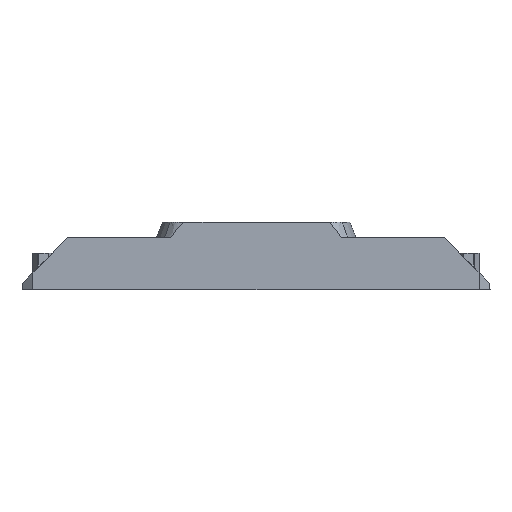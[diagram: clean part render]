
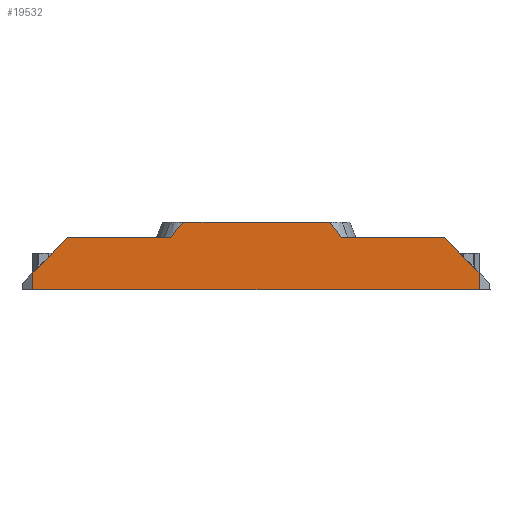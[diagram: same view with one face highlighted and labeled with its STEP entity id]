
A CAD part, front view. The second image highlights one B-rep face of the part: STEP entity #19532.
In plain terms, the highlighted planar face has unit normal (0, -1, 0).
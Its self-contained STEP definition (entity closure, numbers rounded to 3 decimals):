
#751=B_SPLINE_CURVE_WITH_KNOTS('',3,(#33474,#33475,#33476,#33477,#33478,
#33479,#33480,#33481,#33482,#33483),.UNSPECIFIED.,.F.,.F.,(4,3,3,4),(0.,
0.272,0.6,0.628),.UNSPECIFIED.);
#752=B_SPLINE_CURVE_WITH_KNOTS('',3,(#33487,#33488,#33489,#33490,#33491,
#33492,#33493,#33494,#33495,#33496),.UNSPECIFIED.,.F.,.F.,(4,3,3,4),(0.,
0.272,0.6,0.628),.UNSPECIFIED.);
#2181=FACE_OUTER_BOUND('',#3208,.T.);
#3208=EDGE_LOOP('',(#15149,#15150,#15151,#15152,#15153,#15154,#15155,#15156,
#15157,#15158));
#4115=LINE('',#26805,#5984);
#4695=LINE('',#31112,#6564);
#4715=LINE('',#31765,#6584);
#4748=LINE('',#32213,#6617);
#4800=LINE('',#32470,#6669);
#4813=LINE('',#33472,#6682);
#4814=LINE('',#33485,#6683);
#4815=LINE('',#33497,#6684);
#5984=VECTOR('',#22075,10.);
#6564=VECTOR('',#23559,10.);
#6584=VECTOR('',#23597,10.);
#6617=VECTOR('',#23674,10.);
#6669=VECTOR('',#23770,10.);
#6682=VECTOR('',#23793,10.);
#6683=VECTOR('',#23794,10.);
#6684=VECTOR('',#23795,10.);
#7853=VERTEX_POINT('',#26802);
#7854=VERTEX_POINT('',#26804);
#8488=VERTEX_POINT('',#31111);
#8503=VERTEX_POINT('',#31763);
#8532=VERTEX_POINT('',#32212);
#8602=VERTEX_POINT('',#32462);
#8603=VERTEX_POINT('',#32469);
#8785=VERTEX_POINT('',#33473);
#8786=VERTEX_POINT('',#33484);
#8787=VERTEX_POINT('',#33486);
#9961=EDGE_CURVE('',#7854,#7853,#4115,.F.);
#10906=EDGE_CURVE('',#7854,#8488,#4695,.T.);
#10937=EDGE_CURVE('',#7853,#8503,#4715,.T.);
#10984=EDGE_CURVE('',#8488,#8532,#4748,.T.);
#11058=EDGE_CURVE('',#8602,#8603,#4800,.T.);
#11241=EDGE_CURVE('',#8503,#8603,#4813,.T.);
#11242=EDGE_CURVE('',#8785,#8602,#751,.T.);
#11243=EDGE_CURVE('',#8785,#8786,#4814,.T.);
#11244=EDGE_CURVE('',#8786,#8787,#752,.T.);
#11245=EDGE_CURVE('',#8787,#8532,#4815,.T.);
#15149=ORIENTED_EDGE('',*,*,#11241,.T.);
#15150=ORIENTED_EDGE('',*,*,#11058,.F.);
#15151=ORIENTED_EDGE('',*,*,#11242,.F.);
#15152=ORIENTED_EDGE('',*,*,#11243,.T.);
#15153=ORIENTED_EDGE('',*,*,#11244,.T.);
#15154=ORIENTED_EDGE('',*,*,#11245,.T.);
#15155=ORIENTED_EDGE('',*,*,#10984,.F.);
#15156=ORIENTED_EDGE('',*,*,#10906,.F.);
#15157=ORIENTED_EDGE('',*,*,#9961,.T.);
#15158=ORIENTED_EDGE('',*,*,#10937,.T.);
#18824=PLANE('',#20815);
#19532=ADVANCED_FACE('',(#2181),#18824,.F.);
#20815=AXIS2_PLACEMENT_3D('',#33471,#23791,#23792);
#22075=DIRECTION('',(-1.,0.,0.));
#23559=DIRECTION('',(0.,0.,1.));
#23597=DIRECTION('',(0.,0.,1.));
#23674=DIRECTION('',(0.707,0.,0.707));
#23770=DIRECTION('',(1.,0.,0.));
#23791=DIRECTION('center_axis',(0.,1.,0.));
#23792=DIRECTION('ref_axis',(-1.,0.,0.));
#23793=DIRECTION('',(-0.707,0.,0.707));
#23794=DIRECTION('',(-1.,0.,0.));
#23795=DIRECTION('',(-1.,0.,0.));
#26802=CARTESIAN_POINT('',(69.333,83.667,-1.));
#26804=CARTESIAN_POINT('',(-76.264,83.667,-1.));
#26805=CARTESIAN_POINT('',(-40.433,83.667,-1.));
#31111=CARTESIAN_POINT('',(-76.264,83.667,4.589));
#31112=CARTESIAN_POINT('',(-76.264,83.667,4.091));
#31763=CARTESIAN_POINT('',(69.333,83.667,4.589));
#31765=CARTESIAN_POINT('',(69.333,83.667,4.091));
#32212=CARTESIAN_POINT('',(-64.853,83.667,16.));
#32213=CARTESIAN_POINT('',(-55.746,83.667,25.107));
#32462=CARTESIAN_POINT('',(24.396,83.667,16.));
#32469=CARTESIAN_POINT('',(57.922,83.667,16.));
#32470=CARTESIAN_POINT('',(33.603,83.667,16.));
#33471=CARTESIAN_POINT('Origin',(-77.465,83.667,1.));
#33472=CARTESIAN_POINT('',(48.816,83.667,25.107));
#33473=CARTESIAN_POINT('',(20.485,83.667,21.));
#33474=CARTESIAN_POINT('Ctrl Pts',(20.485,83.667,21.));
#33475=CARTESIAN_POINT('Ctrl Pts',(21.082,83.667,20.317));
#33476=CARTESIAN_POINT('Ctrl Pts',(21.679,83.667,19.635));
#33477=CARTESIAN_POINT('Ctrl Pts',(22.276,83.667,18.952));
#33478=CARTESIAN_POINT('Ctrl Pts',(22.996,83.667,18.129));
#33479=CARTESIAN_POINT('Ctrl Pts',(23.659,83.667,17.166));
#33480=CARTESIAN_POINT('Ctrl Pts',(24.248,83.667,16.235));
#33481=CARTESIAN_POINT('Ctrl Pts',(24.298,83.667,16.156));
#33482=CARTESIAN_POINT('Ctrl Pts',(24.347,83.667,16.078));
#33483=CARTESIAN_POINT('Ctrl Pts',(24.396,83.667,16.));
#33484=CARTESIAN_POINT('',(-27.314,83.667,21.));
#33485=CARTESIAN_POINT('',(-25.705,83.667,21.));
#33486=CARTESIAN_POINT('',(-31.226,83.667,16.));
#33487=CARTESIAN_POINT('Ctrl Pts',(-27.314,83.667,21.));
#33488=CARTESIAN_POINT('Ctrl Pts',(-27.911,83.667,20.317));
#33489=CARTESIAN_POINT('Ctrl Pts',(-28.508,83.667,19.635));
#33490=CARTESIAN_POINT('Ctrl Pts',(-29.105,83.667,18.952));
#33491=CARTESIAN_POINT('Ctrl Pts',(-29.826,83.667,18.129));
#33492=CARTESIAN_POINT('Ctrl Pts',(-30.489,83.667,17.166));
#33493=CARTESIAN_POINT('Ctrl Pts',(-31.078,83.667,16.235));
#33494=CARTESIAN_POINT('Ctrl Pts',(-31.128,83.667,16.156));
#33495=CARTESIAN_POINT('Ctrl Pts',(-31.177,83.667,16.078));
#33496=CARTESIAN_POINT('Ctrl Pts',(-31.226,83.667,16.));
#33497=CARTESIAN_POINT('',(-40.433,83.667,16.));
